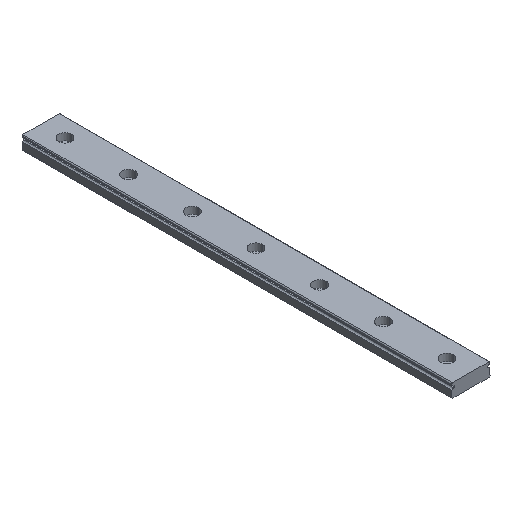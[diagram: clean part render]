
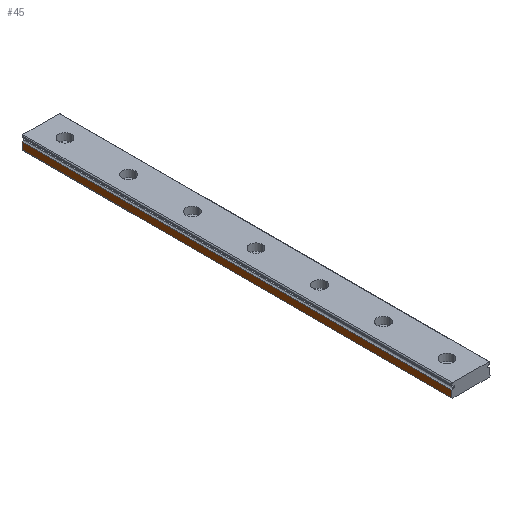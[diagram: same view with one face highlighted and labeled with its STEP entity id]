
A CAD part, isometric view. The second image highlights one B-rep face of the part: STEP entity #45.
In plain terms, the highlighted planar face has unit normal (-1, 0, 0).
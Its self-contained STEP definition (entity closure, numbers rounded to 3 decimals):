
#45 = ADVANCED_FACE ( 'NONE', ( #110 ), #441, .F. ) ;
#110 = FACE_OUTER_BOUND ( 'NONE', #200, .T. ) ;
#188 = CARTESIAN_POINT ( 'NONE',  ( -12., -135., 4.819 ) ) ;
#200 = EDGE_LOOP ( 'NONE', ( #935, #594, #792, #284 ) ) ;
#284 = ORIENTED_EDGE ( 'NONE', *, *, #818, .T. ) ;
#298 = DIRECTION ( 'NONE',  ( 1., 0., 0. ) ) ;
#380 = AXIS2_PLACEMENT_3D ( 'NONE', #1642, #298, #1787 ) ;
#389 = EDGE_CURVE ( 'NONE', #1756, #1333, #946, .T. ) ;
#420 = VECTOR ( 'NONE', #1057, 1000. ) ;
#435 = DIRECTION ( 'NONE',  ( 0., 0., -1. ) ) ;
#441 = PLANE ( 'NONE',  #380 ) ;
#448 = CARTESIAN_POINT ( 'NONE',  ( -12., -135., 4.819 ) ) ;
#489 = VERTEX_POINT ( 'NONE', #993 ) ;
#516 = VERTEX_POINT ( 'NONE', #1069 ) ;
#559 = EDGE_CURVE ( 'NONE', #489, #1333, #1208, .T. ) ;
#594 = ORIENTED_EDGE ( 'NONE', *, *, #389, .F. ) ;
#792 = ORIENTED_EDGE ( 'NONE', *, *, #1944, .F. ) ;
#818 = EDGE_CURVE ( 'NONE', #516, #489, #938, .T. ) ;
#830 = VECTOR ( 'NONE', #1707, 1000. ) ;
#882 = CARTESIAN_POINT ( 'NONE',  ( -12., -135., 0.5 ) ) ;
#935 = ORIENTED_EDGE ( 'NONE', *, *, #559, .T. ) ;
#938 = LINE ( 'NONE', #188, #1711 ) ;
#946 = LINE ( 'NONE', #960, #830 ) ;
#960 = CARTESIAN_POINT ( 'NONE',  ( -12., -135., 0.5 ) ) ;
#993 = CARTESIAN_POINT ( 'NONE',  ( -12., 135., 4.819 ) ) ;
#1057 = DIRECTION ( 'NONE',  ( 0., 0., -1. ) ) ;
#1069 = CARTESIAN_POINT ( 'NONE',  ( -12., -135., 4.819 ) ) ;
#1148 = CARTESIAN_POINT ( 'NONE',  ( -12., 135., 0.5 ) ) ;
#1208 = LINE ( 'NONE', #1945, #1414 ) ;
#1240 = DIRECTION ( 'NONE',  ( 0., 1., 0. ) ) ;
#1333 = VERTEX_POINT ( 'NONE', #1148 ) ;
#1414 = VECTOR ( 'NONE', #435, 1000. ) ;
#1642 = CARTESIAN_POINT ( 'NONE',  ( -12., -135., 4.819 ) ) ;
#1707 = DIRECTION ( 'NONE',  ( 0., 1., 0. ) ) ;
#1711 = VECTOR ( 'NONE', #1240, 1000. ) ;
#1756 = VERTEX_POINT ( 'NONE', #882 ) ;
#1787 = DIRECTION ( 'NONE',  ( 0., 0., 1. ) ) ;
#1817 = LINE ( 'NONE', #448, #420 ) ;
#1944 = EDGE_CURVE ( 'NONE', #516, #1756, #1817, .T. ) ;
#1945 = CARTESIAN_POINT ( 'NONE',  ( -12., 135., 4.819 ) ) ;
